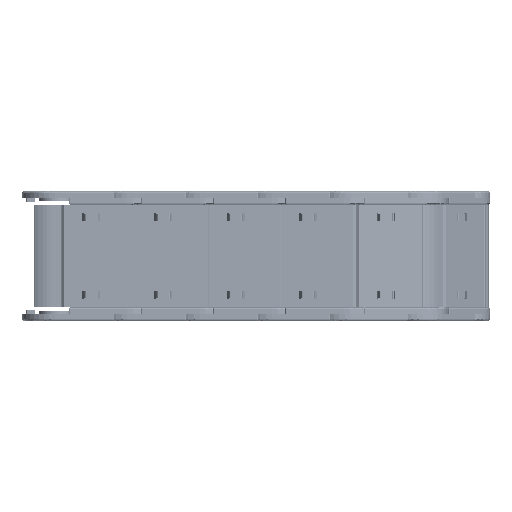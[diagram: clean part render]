
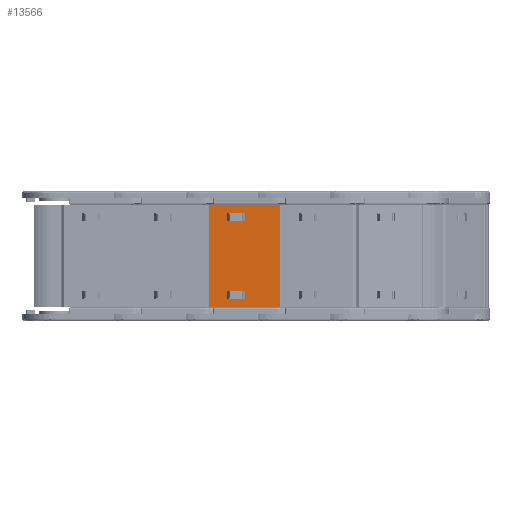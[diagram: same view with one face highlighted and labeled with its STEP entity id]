
A CAD part, front view. The second image highlights one B-rep face of the part: STEP entity #13566.
In plain terms, the highlighted planar face has unit normal (0, -1, 0).
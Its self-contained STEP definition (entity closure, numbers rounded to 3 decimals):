
#228 = LINE ( 'NONE', #28021, #16013 ) ;
#380 = CARTESIAN_POINT ( 'NONE',  ( -12.723, 70.399, 48.434 ) ) ;
#518 = CARTESIAN_POINT ( 'NONE',  ( -26.943, 70.399, -19.116 ) ) ;
#592 = LINE ( 'NONE', #36408, #24023 ) ;
#648 = DIRECTION ( 'NONE',  ( 0., 1., 0. ) ) ;
#771 = CARTESIAN_POINT ( 'NONE',  ( -43.943, 70.399, 48.434 ) ) ;
#805 = LINE ( 'NONE', #24506, #14923 ) ;
#1056 = CARTESIAN_POINT ( 'NONE',  ( -40.943, 70.399, -25.416 ) ) ;
#1081 = EDGE_LOOP ( 'NONE', ( #8332, #41947, #43372, #2181 ) ) ;
#1166 = VERTEX_POINT ( 'NONE', #42730 ) ;
#1517 = CARTESIAN_POINT ( 'NONE',  ( -40.943, 70.399, 35.384 ) ) ;
#1621 = CARTESIAN_POINT ( 'NONE',  ( -26.943, 70.399, -25.416 ) ) ;
#2181 = ORIENTED_EDGE ( 'NONE', *, *, #9828, .F. ) ;
#2741 = LINE ( 'NONE', #32876, #8180 ) ;
#3678 = ORIENTED_EDGE ( 'NONE', *, *, #22889, .T. ) ;
#3708 = PLANE ( 'NONE',  #19137 ) ;
#3938 = ORIENTED_EDGE ( 'NONE', *, *, #40456, .T. ) ;
#4039 = VECTOR ( 'NONE', #23538, 1000. ) ;
#4375 = VERTEX_POINT ( 'NONE', #380 ) ;
#4482 = ORIENTED_EDGE ( 'NONE', *, *, #9610, .F. ) ;
#4787 = FACE_BOUND ( 'NONE', #1081, .T. ) ;
#5103 = VECTOR ( 'NONE', #15492, 1000. ) ;
#6566 = VERTEX_POINT ( 'NONE', #7648 ) ;
#7648 = CARTESIAN_POINT ( 'NONE',  ( -26.943, 70.399, 41.684 ) ) ;
#7867 = EDGE_CURVE ( 'NONE', #21709, #30556, #37803, .T. ) ;
#8180 = VECTOR ( 'NONE', #12007, 1000. ) ;
#8292 = LINE ( 'NONE', #36584, #26300 ) ;
#8313 = LINE ( 'NONE', #1056, #17580 ) ;
#8332 = ORIENTED_EDGE ( 'NONE', *, *, #31730, .F. ) ;
#8337 = LINE ( 'NONE', #17656, #43634 ) ;
#9097 = ORIENTED_EDGE ( 'NONE', *, *, #21309, .T. ) ;
#9610 = EDGE_CURVE ( 'NONE', #4375, #21709, #8292, .T. ) ;
#9828 = EDGE_CURVE ( 'NONE', #35275, #14282, #31707, .T. ) ;
#11200 = VERTEX_POINT ( 'NONE', #40091 ) ;
#12007 = DIRECTION ( 'NONE',  ( 0., 0., 1. ) ) ;
#12266 = CARTESIAN_POINT ( 'NONE',  ( -40.943, 70.399, -19.116 ) ) ;
#13566 = ADVANCED_FACE ( 'NONE', ( #4787, #19533, #25504 ), #3708, .F. ) ;
#14282 = VERTEX_POINT ( 'NONE', #25463 ) ;
#14722 = DIRECTION ( 'NONE',  ( -1., 0., 0. ) ) ;
#14923 = VECTOR ( 'NONE', #41765, 1000. ) ;
#15492 = DIRECTION ( 'NONE',  ( -1., 0., 0. ) ) ;
#16013 = VECTOR ( 'NONE', #41909, 1000. ) ;
#16248 = EDGE_CURVE ( 'NONE', #11200, #32078, #17748, .T. ) ;
#17006 = VECTOR ( 'NONE', #27033, 1000. ) ;
#17423 = ORIENTED_EDGE ( 'NONE', *, *, #39791, .T. ) ;
#17580 = VECTOR ( 'NONE', #32692, 1000. ) ;
#17656 = CARTESIAN_POINT ( 'NONE',  ( -40.943, 70.399, 41.684 ) ) ;
#17748 = LINE ( 'NONE', #1517, #20490 ) ;
#19137 = AXIS2_PLACEMENT_3D ( 'NONE', #38637, #648, #35047 ) ;
#19432 = VERTEX_POINT ( 'NONE', #29339 ) ;
#19533 = FACE_OUTER_BOUND ( 'NONE', #22424, .T. ) ;
#19772 = CARTESIAN_POINT ( 'NONE',  ( -40.943, 70.399, 41.684 ) ) ;
#20490 = VECTOR ( 'NONE', #36784, 1000. ) ;
#20780 = EDGE_LOOP ( 'NONE', ( #17423, #39628, #25269, #3678 ) ) ;
#20913 = EDGE_CURVE ( 'NONE', #14282, #34393, #8313, .T. ) ;
#21047 = DIRECTION ( 'NONE',  ( 1., 0., 0. ) ) ;
#21309 = EDGE_CURVE ( 'NONE', #4375, #1166, #41987, .T. ) ;
#21709 = VERTEX_POINT ( 'NONE', #43984 ) ;
#22424 = EDGE_LOOP ( 'NONE', ( #4482, #9097, #3938, #33840 ) ) ;
#22889 = EDGE_CURVE ( 'NONE', #6566, #19432, #592, .T. ) ;
#23420 = EDGE_CURVE ( 'NONE', #34393, #26747, #2741, .T. ) ;
#23538 = DIRECTION ( 'NONE',  ( -1., 0., 0. ) ) ;
#24023 = VECTOR ( 'NONE', #29117, 1000. ) ;
#24506 = CARTESIAN_POINT ( 'NONE',  ( -40.943, 70.399, -19.116 ) ) ;
#25269 = ORIENTED_EDGE ( 'NONE', *, *, #36768, .T. ) ;
#25463 = CARTESIAN_POINT ( 'NONE',  ( -40.943, 70.399, -25.416 ) ) ;
#25504 = FACE_BOUND ( 'NONE', #20780, .T. ) ;
#25825 = DIRECTION ( 'NONE',  ( 0., 0., -1. ) ) ;
#26300 = VECTOR ( 'NONE', #25825, 1000. ) ;
#26747 = VERTEX_POINT ( 'NONE', #518 ) ;
#27033 = DIRECTION ( 'NONE',  ( 0., 0., -1. ) ) ;
#28021 = CARTESIAN_POINT ( 'NONE',  ( -68.923, 70.399, 90.053 ) ) ;
#29117 = DIRECTION ( 'NONE',  ( 0., 0., -1. ) ) ;
#29339 = CARTESIAN_POINT ( 'NONE',  ( -26.943, 70.399, 35.384 ) ) ;
#29527 = VECTOR ( 'NONE', #14722, 1000. ) ;
#30556 = VERTEX_POINT ( 'NONE', #30563 ) ;
#30563 = CARTESIAN_POINT ( 'NONE',  ( -68.923, 70.399, -32.166 ) ) ;
#31129 = CARTESIAN_POINT ( 'NONE',  ( -40.943, 70.399, -19.116 ) ) ;
#31707 = LINE ( 'NONE', #31129, #17006 ) ;
#31730 = EDGE_CURVE ( 'NONE', #26747, #35275, #805, .T. ) ;
#32078 = VERTEX_POINT ( 'NONE', #19772 ) ;
#32692 = DIRECTION ( 'NONE',  ( 1., 0., 0. ) ) ;
#32876 = CARTESIAN_POINT ( 'NONE',  ( -26.943, 70.399, -19.116 ) ) ;
#33559 = CARTESIAN_POINT ( 'NONE',  ( -40.943, 70.399, 35.384 ) ) ;
#33840 = ORIENTED_EDGE ( 'NONE', *, *, #7867, .F. ) ;
#34393 = VERTEX_POINT ( 'NONE', #1621 ) ;
#35047 = DIRECTION ( 'NONE',  ( 0., 0., -1. ) ) ;
#35275 = VERTEX_POINT ( 'NONE', #12266 ) ;
#36408 = CARTESIAN_POINT ( 'NONE',  ( -26.943, 70.399, 35.384 ) ) ;
#36584 = CARTESIAN_POINT ( 'NONE',  ( -12.723, 70.399, 90.053 ) ) ;
#36768 = EDGE_CURVE ( 'NONE', #32078, #6566, #8337, .T. ) ;
#36784 = DIRECTION ( 'NONE',  ( 0., 0., 1. ) ) ;
#36786 = CARTESIAN_POINT ( 'NONE',  ( -43.943, 70.399, -32.166 ) ) ;
#37803 = LINE ( 'NONE', #36786, #5103 ) ;
#38637 = CARTESIAN_POINT ( 'NONE',  ( -43.943, 70.399, 8.434 ) ) ;
#39628 = ORIENTED_EDGE ( 'NONE', *, *, #16248, .T. ) ;
#39791 = EDGE_CURVE ( 'NONE', #19432, #11200, #39921, .T. ) ;
#39921 = LINE ( 'NONE', #33559, #4039 ) ;
#40091 = CARTESIAN_POINT ( 'NONE',  ( -40.943, 70.399, 35.384 ) ) ;
#40456 = EDGE_CURVE ( 'NONE', #1166, #30556, #228, .T. ) ;
#41765 = DIRECTION ( 'NONE',  ( -1., 0., 0. ) ) ;
#41909 = DIRECTION ( 'NONE',  ( 0., 0., -1. ) ) ;
#41947 = ORIENTED_EDGE ( 'NONE', *, *, #23420, .F. ) ;
#41987 = LINE ( 'NONE', #771, #29527 ) ;
#42730 = CARTESIAN_POINT ( 'NONE',  ( -68.923, 70.399, 48.434 ) ) ;
#43372 = ORIENTED_EDGE ( 'NONE', *, *, #20913, .F. ) ;
#43634 = VECTOR ( 'NONE', #21047, 1000. ) ;
#43984 = CARTESIAN_POINT ( 'NONE',  ( -12.723, 70.399, -32.166 ) ) ;
